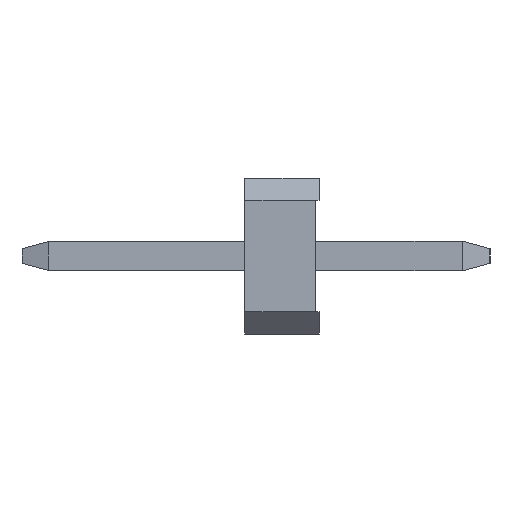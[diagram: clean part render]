
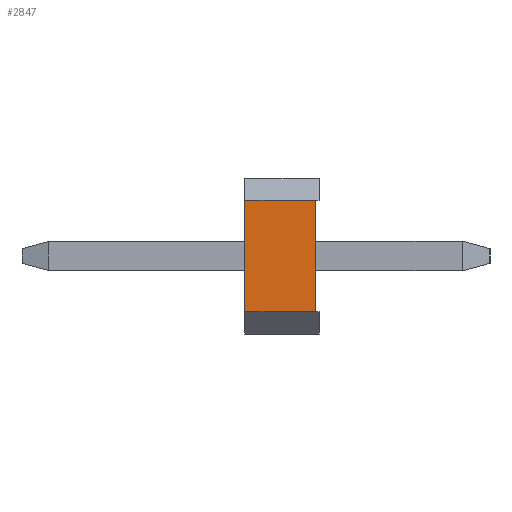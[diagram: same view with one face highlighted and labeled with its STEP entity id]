
A CAD part, left-side view. The second image highlights one B-rep face of the part: STEP entity #2847.
In plain terms, the highlighted planar face has unit normal (-1, 0, 0).
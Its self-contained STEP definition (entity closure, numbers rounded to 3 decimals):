
#2847=ADVANCED_FACE('',(#4609),#4610,.T.);
#4609=FACE_OUTER_BOUND('',#8358,.T.);
#4610=PLANE('',#8359);
#8358=EDGE_LOOP('',(#11722,#11723,#11724,#11725));
#8359=AXIS2_PLACEMENT_3D('',#11726,#11727,#11728);
#11722=ORIENTED_EDGE('',*,*,#14294,.F.);
#11723=ORIENTED_EDGE('',*,*,#14411,.F.);
#11724=ORIENTED_EDGE('',*,*,#14412,.F.);
#11725=ORIENTED_EDGE('',*,*,#13927,.T.);
#11726=CARTESIAN_POINT('',(-0.635,0.5,0.0));
#11727=DIRECTION('',(-1.0,0.0,0.0));
#11728=DIRECTION('',(0.0,0.0,1.0));
#13927=EDGE_CURVE('',#17365,#17127,#17366,.T.);
#14294=EDGE_CURVE('',#17956,#17127,#17958,.T.);
#14411=EDGE_CURVE('',#18133,#17956,#18134,.T.);
#14412=EDGE_CURVE('',#17365,#18133,#18135,.T.);
#17127=VERTEX_POINT('',#19305);
#17365=VERTEX_POINT('',#19682);
#17366=LINE('',#19683,#19684);
#17956=VERTEX_POINT('',#20639);
#17958=LINE('',#20642,#20643);
#18133=VERTEX_POINT('',#20934);
#18134=LINE('',#20935,#20936);
#18135=LINE('',#20937,#20938);
#19305=CARTESIAN_POINT('',(-0.635,-0.45,1.8));
#19682=CARTESIAN_POINT('',(-0.635,-0.45,0.3));
#19683=CARTESIAN_POINT('',(-0.635,-0.45,0.3));
#19684=VECTOR('',#21239,1.5);
#20639=CARTESIAN_POINT('',(-0.635,0.5,1.8));
#20642=CARTESIAN_POINT('',(-0.635,0.5,1.8));
#20643=VECTOR('',#21606,0.95);
#20934=CARTESIAN_POINT('',(-0.635,0.5,0.3));
#20935=CARTESIAN_POINT('',(-0.635,0.5,0.3));
#20936=VECTOR('',#21723,1.5);
#20937=CARTESIAN_POINT('',(-0.635,-0.45,0.3));
#20938=VECTOR('',#21724,0.95);
#21239=DIRECTION('',(0.0,0.0,1.0));
#21606=DIRECTION('',(0.0,-1.0,0.0));
#21723=DIRECTION('',(0.0,0.0,1.0));
#21724=DIRECTION('',(0.0,1.0,0.0));
